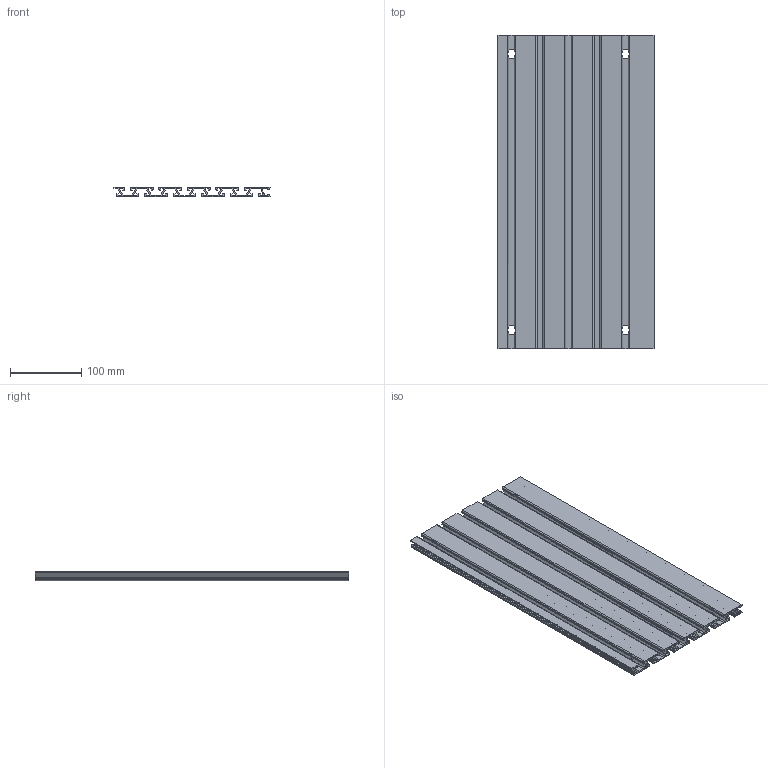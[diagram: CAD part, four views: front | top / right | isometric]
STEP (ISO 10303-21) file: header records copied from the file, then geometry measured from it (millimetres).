
FILE_DESCRIPTION (( 'STEP AP214' ), '1' );
FILE_NAME ('11032020_Klein_Platen.STEP', '2020-03-11T16:00:11', ( '' ), ( '' ), 'SwSTEP 2.0', 'SolidWorks 2019', '' );
FILE_SCHEMA (( 'AUTOMOTIVE_DESIGN' ));
Length unit declared in the file: millimetre
Products named in the file (1): 11032020_Klein_Platen
Bounding box: 219 x 440 x 14 mm (x, y, z)
Volume: 439389.5 mm3; surface area: 450043.7 mm2
Topology: 1 solids, 1 shells, 279 faces, 843 edges, 562 vertices
Faces by surface type: plane 153, cylinder 126
Entity records: 10053 total; most frequent: CARTESIAN_POINT 2359, ORIENTED_EDGE 1686, DIRECTION 1551, EDGE_CURVE 843, VECTOR 575, LINE 575, VERTEX_POINT 562, AXIS2_PLACEMENT_3D 488
